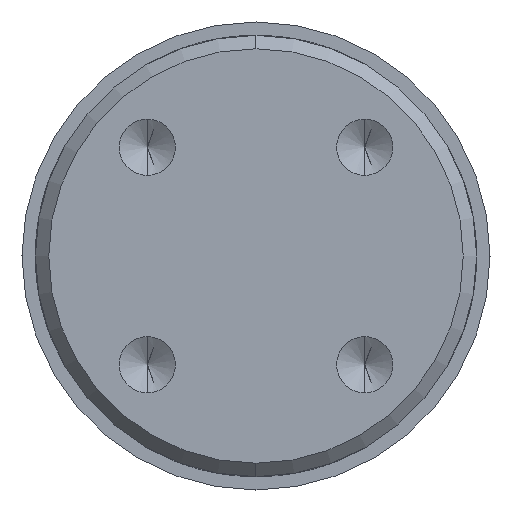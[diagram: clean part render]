
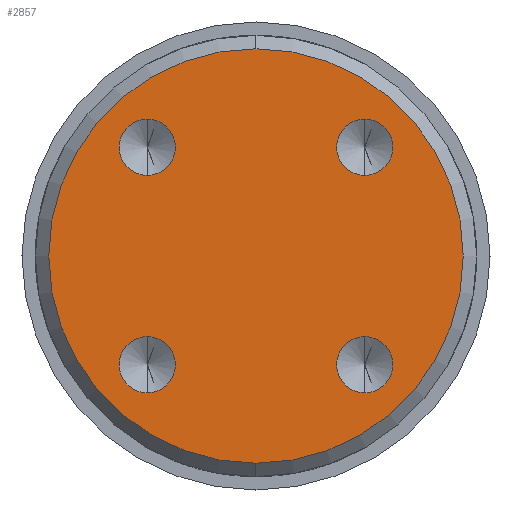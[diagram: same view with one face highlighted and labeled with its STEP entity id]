
A CAD part, left-side view. The second image highlights one B-rep face of the part: STEP entity #2857.
In plain terms, the highlighted planar face has unit normal (-1, 0, 0).
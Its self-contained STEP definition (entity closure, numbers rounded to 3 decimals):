
#272 = DIRECTION ( 'NONE',  ( 0., 0., 1. ) ) ;
#292 = EDGE_CURVE ( 'NONE', #8046, #10354, #7569, .T. ) ;
#333 = CARTESIAN_POINT ( 'NONE',  ( -629.45, 8.132, 8.132 ) ) ;
#337 = EDGE_CURVE ( 'NONE', #3000, #9227, #12030, .T. ) ;
#543 = AXIS2_PLACEMENT_3D ( 'NONE', #4014, #10744, #4974 ) ;
#725 = DIRECTION ( 'NONE',  ( -1., 0., 0. ) ) ;
#899 = DIRECTION ( 'NONE',  ( 1., 0., 0. ) ) ;
#1459 = CARTESIAN_POINT ( 'NONE',  ( -629.45, -8.132, -8.132 ) ) ;
#1830 = AXIS2_PLACEMENT_3D ( 'NONE', #7990, #2081, #2910 ) ;
#1880 = PLANE ( 'NONE',  #3539 ) ;
#2008 = FACE_BOUND ( 'NONE', #7979, .T. ) ;
#2081 = DIRECTION ( 'NONE',  ( -1., 0., 0. ) ) ;
#2199 = DIRECTION ( 'NONE',  ( 0., 0., 1. ) ) ;
#2283 = CARTESIAN_POINT ( 'NONE',  ( -629.45, 0., -15.5 ) ) ;
#2310 = EDGE_CURVE ( 'NONE', #6415, #11294, #9219, .T. ) ;
#2331 = DIRECTION ( 'NONE',  ( -1., 0., 0. ) ) ;
#2376 = ORIENTED_EDGE ( 'NONE', *, *, #337, .F. ) ;
#2444 = CARTESIAN_POINT ( 'NONE',  ( -629.45, -8.132, -6.032 ) ) ;
#2572 = EDGE_CURVE ( 'NONE', #10354, #8046, #6382, .T. ) ;
#2780 = EDGE_CURVE ( 'NONE', #11294, #6415, #8014, .T. ) ;
#2803 = AXIS2_PLACEMENT_3D ( 'NONE', #1459, #5352, #9218 ) ;
#2829 = FACE_OUTER_BOUND ( 'NONE', #11205, .T. ) ;
#2857 = ADVANCED_FACE ( 'NONE', ( #3773, #2008, #2829, #6703, #10642 ), #1880, .F. ) ;
#2910 = DIRECTION ( 'NONE',  ( 0., 0., 1. ) ) ;
#3000 = VERTEX_POINT ( 'NONE', #9291 ) ;
#3334 = EDGE_LOOP ( 'NONE', ( #12032, #2376 ) ) ;
#3404 = VERTEX_POINT ( 'NONE', #2283 ) ;
#3538 = DIRECTION ( 'NONE',  ( 0., 0., 1. ) ) ;
#3539 = AXIS2_PLACEMENT_3D ( 'NONE', #9616, #899, #4804 ) ;
#3580 = VERTEX_POINT ( 'NONE', #2444 ) ;
#3773 = FACE_BOUND ( 'NONE', #8047, .T. ) ;
#3780 = EDGE_CURVE ( 'NONE', #4415, #3404, #4177, .T. ) ;
#3896 = ORIENTED_EDGE ( 'NONE', *, *, #7996, .F. ) ;
#4014 = CARTESIAN_POINT ( 'NONE',  ( -629.45, 0., 0. ) ) ;
#4177 = CIRCLE ( 'NONE', #12480, 15.5 ) ;
#4227 = CIRCLE ( 'NONE', #2803, 2.1 ) ;
#4415 = VERTEX_POINT ( 'NONE', #11107 ) ;
#4431 = CIRCLE ( 'NONE', #543, 15.5 ) ;
#4634 = CARTESIAN_POINT ( 'NONE',  ( -629.45, 8.132, 8.132 ) ) ;
#4804 = DIRECTION ( 'NONE',  ( 0., 0., -1. ) ) ;
#4856 = CIRCLE ( 'NONE', #10533, 2.1 ) ;
#4974 = DIRECTION ( 'NONE',  ( 0., 0., -1. ) ) ;
#5162 = CARTESIAN_POINT ( 'NONE',  ( -629.45, 0., 0. ) ) ;
#5226 = DIRECTION ( 'NONE',  ( -1., 0., 0. ) ) ;
#5352 = DIRECTION ( 'NONE',  ( -1., 0., 0. ) ) ;
#5537 = ORIENTED_EDGE ( 'NONE', *, *, #3780, .T. ) ;
#5584 = AXIS2_PLACEMENT_3D ( 'NONE', #4634, #725, #3538 ) ;
#5926 = EDGE_LOOP ( 'NONE', ( #10619, #11816 ) ) ;
#6066 = CARTESIAN_POINT ( 'NONE',  ( -629.45, -8.132, 8.132 ) ) ;
#6140 = DIRECTION ( 'NONE',  ( -1., 0., 0. ) ) ;
#6324 = VERTEX_POINT ( 'NONE', #11520 ) ;
#6382 = CIRCLE ( 'NONE', #5584, 2.1 ) ;
#6415 = VERTEX_POINT ( 'NONE', #6947 ) ;
#6452 = ORIENTED_EDGE ( 'NONE', *, *, #6741, .T. ) ;
#6703 = FACE_BOUND ( 'NONE', #3334, .T. ) ;
#6741 = EDGE_CURVE ( 'NONE', #3404, #4415, #4431, .T. ) ;
#6946 = ORIENTED_EDGE ( 'NONE', *, *, #2310, .F. ) ;
#6947 = CARTESIAN_POINT ( 'NONE',  ( -629.45, -8.132, 6.032 ) ) ;
#7090 = CARTESIAN_POINT ( 'NONE',  ( -629.45, -8.132, 8.132 ) ) ;
#7406 = AXIS2_PLACEMENT_3D ( 'NONE', #7090, #2331, #272 ) ;
#7569 = CIRCLE ( 'NONE', #10010, 2.1 ) ;
#7793 = DIRECTION ( 'NONE',  ( -1., 0., 0. ) ) ;
#7878 = DIRECTION ( 'NONE',  ( -1., 0., 0. ) ) ;
#7943 = CARTESIAN_POINT ( 'NONE',  ( -629.45, -8.132, -8.132 ) ) ;
#7979 = EDGE_LOOP ( 'NONE', ( #10827, #6946 ) ) ;
#7983 = AXIS2_PLACEMENT_3D ( 'NONE', #10009, #11151, #8176 ) ;
#7990 = CARTESIAN_POINT ( 'NONE',  ( -629.45, 8.132, -8.132 ) ) ;
#7996 = EDGE_CURVE ( 'NONE', #6324, #3580, #4227, .T. ) ;
#8014 = CIRCLE ( 'NONE', #7406, 2.1 ) ;
#8046 = VERTEX_POINT ( 'NONE', #10426 ) ;
#8047 = EDGE_LOOP ( 'NONE', ( #8060, #3896 ) ) ;
#8060 = ORIENTED_EDGE ( 'NONE', *, *, #9913, .F. ) ;
#8176 = DIRECTION ( 'NONE',  ( 0., 0., 1. ) ) ;
#8247 = CARTESIAN_POINT ( 'NONE',  ( -629.45, 8.132, 6.032 ) ) ;
#8627 = CARTESIAN_POINT ( 'NONE',  ( -629.45, -8.132, 10.232 ) ) ;
#9218 = DIRECTION ( 'NONE',  ( 0., 0., 1. ) ) ;
#9219 = CIRCLE ( 'NONE', #12066, 2.1 ) ;
#9227 = VERTEX_POINT ( 'NONE', #10727 ) ;
#9291 = CARTESIAN_POINT ( 'NONE',  ( -629.45, 8.132, -10.232 ) ) ;
#9616 = CARTESIAN_POINT ( 'NONE',  ( -629.45, 0., 0. ) ) ;
#9913 = EDGE_CURVE ( 'NONE', #3580, #6324, #4856, .T. ) ;
#10009 = CARTESIAN_POINT ( 'NONE',  ( -629.45, 8.132, -8.132 ) ) ;
#10010 = AXIS2_PLACEMENT_3D ( 'NONE', #333, #6140, #2199 ) ;
#10354 = VERTEX_POINT ( 'NONE', #8247 ) ;
#10426 = CARTESIAN_POINT ( 'NONE',  ( -629.45, 8.132, 10.232 ) ) ;
#10533 = AXIS2_PLACEMENT_3D ( 'NONE', #7943, #7878, #11805 ) ;
#10553 = CIRCLE ( 'NONE', #1830, 2.1 ) ;
#10619 = ORIENTED_EDGE ( 'NONE', *, *, #292, .F. ) ;
#10642 = FACE_BOUND ( 'NONE', #5926, .T. ) ;
#10727 = CARTESIAN_POINT ( 'NONE',  ( -629.45, 8.132, -6.032 ) ) ;
#10744 = DIRECTION ( 'NONE',  ( -1., 0., 0. ) ) ;
#10827 = ORIENTED_EDGE ( 'NONE', *, *, #2780, .F. ) ;
#11096 = EDGE_CURVE ( 'NONE', #9227, #3000, #10553, .T. ) ;
#11107 = CARTESIAN_POINT ( 'NONE',  ( -629.45, 0., 15.5 ) ) ;
#11151 = DIRECTION ( 'NONE',  ( -1., 0., 0. ) ) ;
#11205 = EDGE_LOOP ( 'NONE', ( #6452, #5537 ) ) ;
#11294 = VERTEX_POINT ( 'NONE', #8627 ) ;
#11520 = CARTESIAN_POINT ( 'NONE',  ( -629.45, -8.132, -10.232 ) ) ;
#11758 = DIRECTION ( 'NONE',  ( 0., 0., -1. ) ) ;
#11805 = DIRECTION ( 'NONE',  ( 0., 0., 1. ) ) ;
#11816 = ORIENTED_EDGE ( 'NONE', *, *, #2572, .F. ) ;
#12030 = CIRCLE ( 'NONE', #7983, 2.1 ) ;
#12032 = ORIENTED_EDGE ( 'NONE', *, *, #11096, .F. ) ;
#12066 = AXIS2_PLACEMENT_3D ( 'NONE', #6066, #7793, #12487 ) ;
#12480 = AXIS2_PLACEMENT_3D ( 'NONE', #5162, #5226, #11758 ) ;
#12487 = DIRECTION ( 'NONE',  ( 0., 0., 1. ) ) ;
